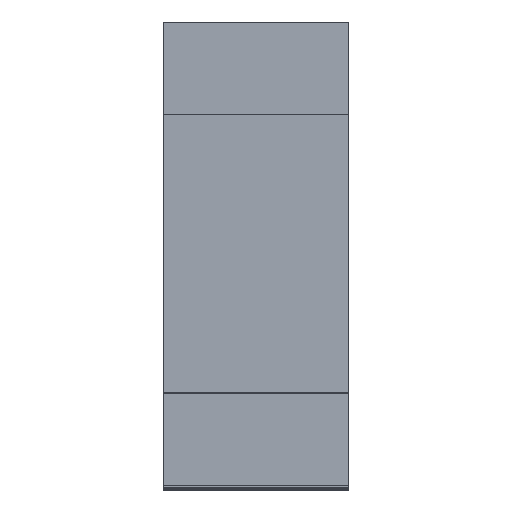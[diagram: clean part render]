
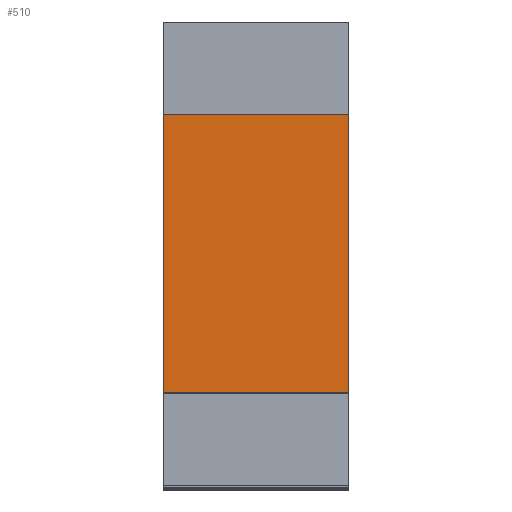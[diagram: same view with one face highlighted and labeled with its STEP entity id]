
A CAD part, top view. The second image highlights one B-rep face of the part: STEP entity #510.
In plain terms, the highlighted planar face has unit normal (0, 0, 1).
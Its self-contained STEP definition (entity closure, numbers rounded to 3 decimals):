
#28=PLANE('',#558);
#54=FACE_OUTER_BOUND('',#80,.T.);
#80=EDGE_LOOP('',(#433,#434,#435,#436));
#121=LINE('',#786,#185);
#137=LINE('',#816,#201);
#138=LINE('',#819,#202);
#139=LINE('',#820,#203);
#185=VECTOR('',#643,10.);
#201=VECTOR('',#667,10.);
#202=VECTOR('',#670,10.);
#203=VECTOR('',#671,10.);
#254=VERTEX_POINT('',#783);
#255=VERTEX_POINT('',#785);
#265=VERTEX_POINT('',#814);
#266=VERTEX_POINT('',#818);
#313=EDGE_CURVE('',#255,#254,#121,.T.);
#329=EDGE_CURVE('',#254,#265,#137,.T.);
#330=EDGE_CURVE('',#266,#265,#138,.T.);
#331=EDGE_CURVE('',#255,#266,#139,.T.);
#433=ORIENTED_EDGE('',*,*,#313,.T.);
#434=ORIENTED_EDGE('',*,*,#329,.T.);
#435=ORIENTED_EDGE('',*,*,#330,.F.);
#436=ORIENTED_EDGE('',*,*,#331,.F.);
#510=ADVANCED_FACE('',(#54),#28,.T.);
#558=AXIS2_PLACEMENT_3D('',#817,#668,#669);
#643=DIRECTION('',(0.,-1.,0.));
#667=DIRECTION('',(1.,0.,0.));
#668=DIRECTION('center_axis',(0.,0.,1.));
#669=DIRECTION('ref_axis',(0.,-1.,0.));
#670=DIRECTION('',(0.,-1.,0.));
#671=DIRECTION('',(1.,0.,0.));
#783=CARTESIAN_POINT('',(0.,5.,150.));
#785=CARTESIAN_POINT('',(0.,20.,150.));
#786=CARTESIAN_POINT('',(0.,20.,150.));
#814=CARTESIAN_POINT('',(10.,5.,150.));
#816=CARTESIAN_POINT('',(0.,5.,150.));
#817=CARTESIAN_POINT('Origin',(0.,20.,150.));
#818=CARTESIAN_POINT('',(10.,20.,150.));
#819=CARTESIAN_POINT('',(10.,20.,150.));
#820=CARTESIAN_POINT('',(0.,20.,150.));
